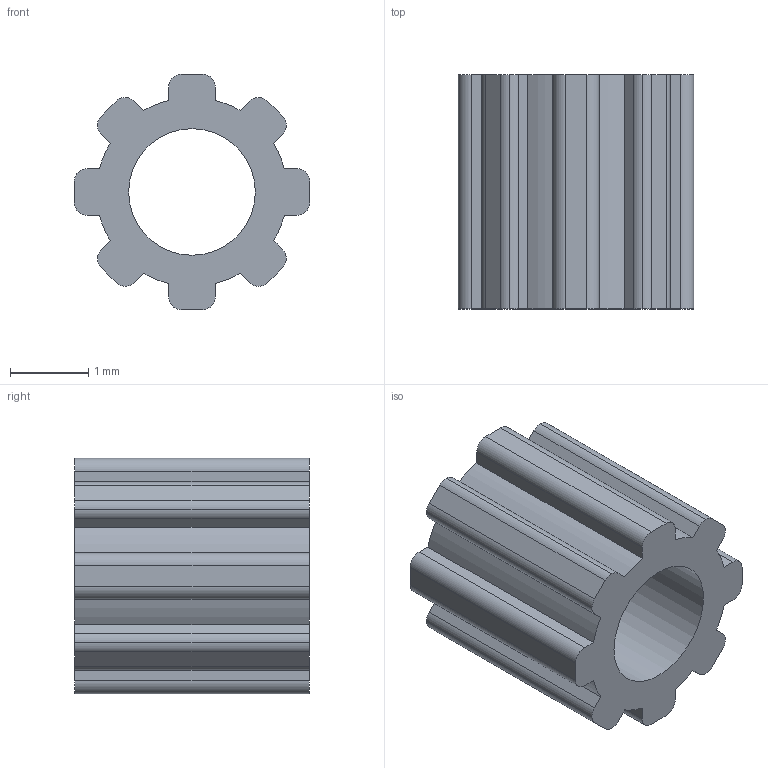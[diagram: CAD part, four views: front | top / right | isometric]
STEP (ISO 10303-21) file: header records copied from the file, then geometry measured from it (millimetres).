
FILE_DESCRIPTION(/* description */ (''),/* implementation_level */ '2;1');
FILE_NAME(/* name */ 'cilindro_3mm.step',/* time_stamp */ '2025-07-07T14:23:26+02:00',/* author */ (''),/* organization */ (''),/* preprocessor_version */ 'ST-DEVELOPER v20.1',/* originating_system */ 'Autodesk Translation Framework v14.10.0.0',/* authorisation */ '');
FILE_SCHEMA (('AUTOMOTIVE_DESIGN { 1 0 10303 214 3 1 1 }'));
Length unit declared in the file: millimetre
Products named in the file (1): 5mm
Bounding box: 3.02 x 3 x 3.02 mm (x, y, z)
Volume: 11.8 mm3; surface area: 58.4 mm2
Topology: 1 solids, 1 shells, 57 faces, 165 edges, 110 vertices
Faces by surface type: bspline 30, plane 26, cylinder 1
Full cylindrical faces by diameter (mm): 1.623 x1
Entity records: 1975 total; most frequent: CARTESIAN_POINT 723, ORIENTED_EDGE 330, EDGE_CURVE 165, DIRECTION 163, VERTEX_POINT 110, LINE 103, VECTOR 103, EDGE_LOOP 59
